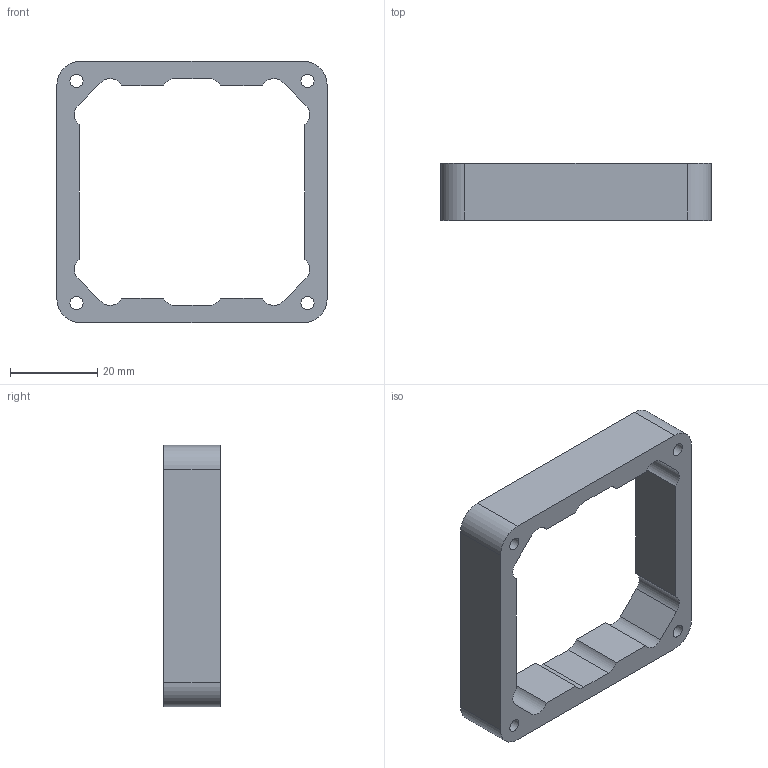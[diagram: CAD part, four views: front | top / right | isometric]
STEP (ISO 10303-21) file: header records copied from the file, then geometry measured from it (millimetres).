
FILE_DESCRIPTION(/* description */ ('OpenIRV project bottom housing 13mm height part v0.1.0'),/* implementation_level */ '2;1');
FILE_NAME(/* name */ 'bottom_h13.stp',/* time_stamp */ '2020-08-26T00:40:03+03:00',/* author */ ('Vaagn Oganesyan'),/* organization */ ('-'),/* preprocessor_version */ 'ST-DEVELOPER v17.2',/* originating_system */ 'Autodesk Inventor 2019',/* authorisation */ '');
FILE_SCHEMA (('AUTOMOTIVE_DESIGN { 1 0 10303 214 3 1 1 }'));
Length unit declared in the file: millimetre
Products named in the file (1): bottom
Bounding box: 62 x 13 x 60 mm (x, y, z)
Volume: 14289.8 mm3; surface area: 8347.9 mm2
Topology: 1 solids, 1 shells, 38 faces, 112 edges, 76 vertices
Faces by surface type: cylinder 20, plane 18
Full cylindrical faces by diameter (mm): 3 x4
Entity records: 1347 total; most frequent: DIRECTION 234, CARTESIAN_POINT 227, ORIENTED_EDGE 224, EDGE_CURVE 112, AXIS2_PLACEMENT_3D 83, VERTEX_POINT 76, LINE 68, VECTOR 68
